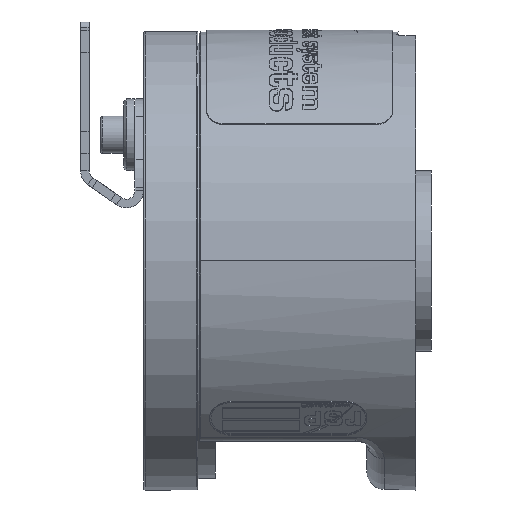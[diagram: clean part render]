
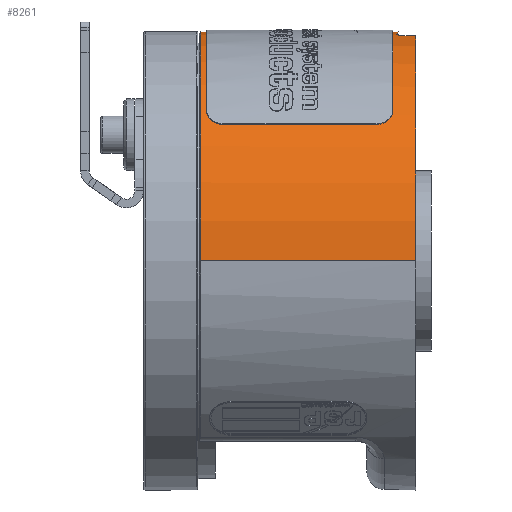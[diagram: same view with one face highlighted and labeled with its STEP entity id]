
A CAD part, left-side view. The second image highlights one B-rep face of the part: STEP entity #8261.
In plain terms, the highlighted cylindrical face has radius 80 mm (diameter 160 mm), a partial arc.
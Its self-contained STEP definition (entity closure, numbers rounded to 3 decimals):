
#155 = EDGE_CURVE ( 'NONE', #1635, #11801, #36975, .T. ) ;
#561 = DIRECTION ( 'NONE',  ( 1., 0., 0. ) ) ;
#1266 = CARTESIAN_POINT ( 'NONE',  ( -14.467, 10.822, 78.682 ) ) ;
#1635 = VERTEX_POINT ( 'NONE', #44046 ) ;
#1843 = CARTESIAN_POINT ( 'NONE',  ( -15., 9.271, 78.581 ) ) ;
#1942 = CARTESIAN_POINT ( 'NONE',  ( 0., 5.5, 0. ) ) ;
#2598 = CARTESIAN_POINT ( 'NONE',  ( -14.056, 11.288, 78.756 ) ) ;
#2703 = EDGE_CURVE ( 'NONE', #29630, #17269, #16144, .T. ) ;
#2713 = CARTESIAN_POINT ( 'NONE',  ( 14.325, 10.983, 78.707 ) ) ;
#3041 = VERTEX_POINT ( 'NONE', #6912 ) ;
#3412 = CYLINDRICAL_SURFACE ( 'NONE', #40531, 80. ) ;
#4361 = LINE ( 'NONE', #22046, #24949 ) ;
#4508 = DIRECTION ( 'NONE',  ( 0., -1., 0. ) ) ;
#4587 = VERTEX_POINT ( 'NONE', #44276 ) ;
#4858 = CARTESIAN_POINT ( 'NONE',  ( -80., 81.1, 0. ) ) ;
#4951 = CARTESIAN_POINT ( 'NONE',  ( 0., 81.1, 0. ) ) ;
#5308 = CARTESIAN_POINT ( 'NONE',  ( -13.576, 11.663, 78.84 ) ) ;
#5401 = DIRECTION ( 'NONE',  ( 0., 1., 0. ) ) ;
#5598 = CARTESIAN_POINT ( 'NONE',  ( -13.394, 11.764, 78.871 ) ) ;
#6011 = EDGE_CURVE ( 'NONE', #14520, #12310, #15403, .T. ) ;
#6309 = CARTESIAN_POINT ( 'NONE',  ( 14.649, 10.458, 78.647 ) ) ;
#6471 = CARTESIAN_POINT ( 'NONE',  ( 12., 12.023, 79.095 ) ) ;
#6612 = CARTESIAN_POINT ( 'NONE',  ( 12.811, 11.975, 78.968 ) ) ;
#6868 = VERTEX_POINT ( 'NONE', #8986 ) ;
#6912 = CARTESIAN_POINT ( 'NONE',  ( -15., 8.855, 78.581 ) ) ;
#6913 = VECTOR ( 'NONE', #38829, 1000. ) ;
#8261 = ADVANCED_FACE ( 'NONE', ( #32147 ), #3412, .T. ) ;
#8371 = ORIENTED_EDGE ( 'NONE', *, *, #29350, .T. ) ;
#8803 = DIRECTION ( 'NONE',  ( 0., -1., 0. ) ) ;
#8986 = CARTESIAN_POINT ( 'NONE',  ( 12., 12.023, 79.095 ) ) ;
#9121 = CARTESIAN_POINT ( 'NONE',  ( -12.819, 11.974, 78.966 ) ) ;
#9680 = CARTESIAN_POINT ( 'NONE',  ( 14.053, 11.291, 78.756 ) ) ;
#9823 = CARTESIAN_POINT ( 'NONE',  ( 15., 8.855, 78.581 ) ) ;
#9841 = CARTESIAN_POINT ( 'NONE',  ( 4.03, 11.324, 80.304 ) ) ;
#11801 = VERTEX_POINT ( 'NONE', #22179 ) ;
#11828 = CARTESIAN_POINT ( 'NONE',  ( 15., 81.1, 78.581 ) ) ;
#12188 = DIRECTION ( 'NONE',  ( 0., 1., 0. ) ) ;
#12208 = DIRECTION ( 'NONE',  ( -1., 0., 0. ) ) ;
#12211 = CARTESIAN_POINT ( 'NONE',  ( 15., 5.5, 78.581 ) ) ;
#12274 = CARTESIAN_POINT ( 'NONE',  ( -12.413, 12.035, 79.031 ) ) ;
#12310 = VERTEX_POINT ( 'NONE', #43052 ) ;
#12627 = ORIENTED_EDGE ( 'NONE', *, *, #155, .T. ) ;
#12718 = CARTESIAN_POINT ( 'NONE',  ( -13.015, 11.919, 78.934 ) ) ;
#14182 = EDGE_CURVE ( 'NONE', #29630, #24830, #28707, .T. ) ;
#14520 = VERTEX_POINT ( 'NONE', #12211 ) ;
#15403 = LINE ( 'NONE', #11828, #27945 ) ;
#15458 = CARTESIAN_POINT ( 'NONE',  ( -15., 8.855, 78.581 ) ) ;
#16144 = LINE ( 'NONE', #28082, #6913 ) ;
#16647 = CARTESIAN_POINT ( 'NONE',  ( 12., 12.023, 79.095 ) ) ;
#16783 = CARTESIAN_POINT ( 'NONE',  ( 13.012, 11.921, 78.935 ) ) ;
#16931 = CARTESIAN_POINT ( 'NONE',  ( 14.918, 9.678, 78.597 ) ) ;
#17269 = VERTEX_POINT ( 'NONE', #37851 ) ;
#17538 = CARTESIAN_POINT ( 'NONE',  ( 0., 5.5, 0. ) ) ;
#18548 = EDGE_CURVE ( 'NONE', #14520, #17269, #40359, .T. ) ;
#18654 = DIRECTION ( 'NONE',  ( 0., 1., 0. ) ) ;
#18960 = CARTESIAN_POINT ( 'NONE',  ( -14.937, 9.678, 78.593 ) ) ;
#20118 = CARTESIAN_POINT ( 'NONE',  ( 12.409, 12.035, 79.032 ) ) ;
#20256 = CARTESIAN_POINT ( 'NONE',  ( 13.902, 11.428, 78.783 ) ) ;
#20957 =( BOUNDED_CURVE ( )  B_SPLINE_CURVE ( 3, ( #43353, #37692, #9841, #6471 ),
 .UNSPECIFIED., .F., .F. ) 
 B_SPLINE_CURVE_WITH_KNOTS ( ( 4, 4 ),
 ( 6.133, 6.434 ),
 .UNSPECIFIED. ) 
 CURVE ( )  GEOMETRIC_REPRESENTATION_ITEM ( )  RATIONAL_B_SPLINE_CURVE ( ( 1., 0.992, 0.992, 1. ) ) 
 REPRESENTATION_ITEM ( '' )  );
#21329 = EDGE_CURVE ( 'NONE', #11801, #3041, #4361, .T. ) ;
#21990 = CARTESIAN_POINT ( 'NONE',  ( -14.667, 10.464, 78.644 ) ) ;
#22046 = CARTESIAN_POINT ( 'NONE',  ( -15., 81.1, 78.581 ) ) ;
#22124 = DIRECTION ( 'NONE',  ( 1., 0., 0. ) ) ;
#22179 = CARTESIAN_POINT ( 'NONE',  ( -15., 5.5, 78.581 ) ) ;
#22425 = CARTESIAN_POINT ( 'NONE',  ( 0., 80.6, 0. ) ) ;
#22543 = B_SPLINE_CURVE_WITH_KNOTS ( 'NONE', 3,
 ( #15458, #1843, #18960, #21990, #1266, #2598, #40024, #5308, #5598, #12718, #9121, #12274, #36822, #26222 ),
 .UNSPECIFIED., .F., .F.,
 ( 4, 2, 2, 2, 2, 2, 4 ),
 ( 0., 0.001, 0.002, 0.003, 0.004, 0.004, 0.005 ),
 .UNSPECIFIED. ) ;
#23214 = ORIENTED_EDGE ( 'NONE', *, *, #14182, .T. ) ;
#23567 = CARTESIAN_POINT ( 'NONE',  ( 13.388, 11.767, 78.872 ) ) ;
#24471 = DIRECTION ( 'NONE',  ( 0., 1., 0. ) ) ;
#24830 = VERTEX_POINT ( 'NONE', #37637 ) ;
#24949 = VECTOR ( 'NONE', #12188, 1000. ) ;
#26222 = CARTESIAN_POINT ( 'NONE',  ( -12., 12.023, 79.095 ) ) ;
#27092 = CARTESIAN_POINT ( 'NONE',  ( 14.446, 10.814, 78.685 ) ) ;
#27117 = EDGE_CURVE ( 'NONE', #6868, #12310, #31690, .T. ) ;
#27426 = ORIENTED_EDGE ( 'NONE', *, *, #21329, .T. ) ;
#27754 = ORIENTED_EDGE ( 'NONE', *, *, #41730, .T. ) ;
#27945 = VECTOR ( 'NONE', #18654, 1000. ) ;
#28082 = CARTESIAN_POINT ( 'NONE',  ( 80., 81.1, 0. ) ) ;
#28707 = CIRCLE ( 'NONE', #33713, 80. ) ;
#28721 = AXIS2_PLACEMENT_3D ( 'NONE', #1942, #5401, #29659 ) ;
#29208 = CARTESIAN_POINT ( 'NONE',  ( 80., 80.6, 0. ) ) ;
#29315 = ORIENTED_EDGE ( 'NONE', *, *, #6011, .F. ) ;
#29350 = EDGE_CURVE ( 'NONE', #4587, #6868, #20957, .T. ) ;
#29630 = VERTEX_POINT ( 'NONE', #29208 ) ;
#29659 = DIRECTION ( 'NONE',  ( 1., 0., 0. ) ) ;
#29694 = AXIS2_PLACEMENT_3D ( 'NONE', #17538, #24471, #561 ) ;
#30570 = CARTESIAN_POINT ( 'NONE',  ( 14.984, 9.271, 78.584 ) ) ;
#30692 = ORIENTED_EDGE ( 'NONE', *, *, #27117, .T. ) ;
#30849 = CARTESIAN_POINT ( 'NONE',  ( 14.869, 9.877, 78.606 ) ) ;
#31690 = B_SPLINE_CURVE_WITH_KNOTS ( 'NONE', 3,
 ( #16647, #34070, #20118, #6612, #16783, #23567, #44808, #20256, #9680, #2713, #27092, #6309, #41017, #30849, #16931, #30570, #34358, #9823 ),
 .UNSPECIFIED., .F., .F.,
 ( 4, 2, 2, 2, 2, 2, 2, 2, 4 ),
 ( 0., 0.001, 0.001, 0.002, 0.002, 0.003, 0.004, 0.004, 0.005 ),
 .UNSPECIFIED. ) ;
#32147 = FACE_OUTER_BOUND ( 'NONE', #44886, .T. ) ;
#32438 = VECTOR ( 'NONE', #8803, 1000. ) ;
#32967 = LINE ( 'NONE', #4858, #32438 ) ;
#33713 = AXIS2_PLACEMENT_3D ( 'NONE', #22425, #39405, #22124 ) ;
#34070 = CARTESIAN_POINT ( 'NONE',  ( 12.205, 12.041, 79.064 ) ) ;
#34358 = CARTESIAN_POINT ( 'NONE',  ( 15., 9.063, 78.581 ) ) ;
#35962 = EDGE_CURVE ( 'NONE', #24830, #1635, #32967, .T. ) ;
#36822 = CARTESIAN_POINT ( 'NONE',  ( -12.206, 12.041, 79.064 ) ) ;
#36975 = CIRCLE ( 'NONE', #28721, 80. ) ;
#37637 = CARTESIAN_POINT ( 'NONE',  ( -80., 80.6, 0. ) ) ;
#37692 = CARTESIAN_POINT ( 'NONE',  ( -4.03, 11.324, 80.304 ) ) ;
#37851 = CARTESIAN_POINT ( 'NONE',  ( 80., 5.5, 0. ) ) ;
#38824 = ORIENTED_EDGE ( 'NONE', *, *, #18548, .T. ) ;
#38829 = DIRECTION ( 'NONE',  ( 0., -1., 0. ) ) ;
#38849 = ORIENTED_EDGE ( 'NONE', *, *, #35962, .T. ) ;
#39405 = DIRECTION ( 'NONE',  ( 0., -1., 0. ) ) ;
#40024 = CARTESIAN_POINT ( 'NONE',  ( -13.905, 11.425, 78.782 ) ) ;
#40359 = CIRCLE ( 'NONE', #29694, 80. ) ;
#40531 = AXIS2_PLACEMENT_3D ( 'NONE', #4951, #4508, #12208 ) ;
#41017 = CARTESIAN_POINT ( 'NONE',  ( 14.734, 10.268, 78.631 ) ) ;
#41730 = EDGE_CURVE ( 'NONE', #3041, #4587, #22543, .T. ) ;
#43052 = CARTESIAN_POINT ( 'NONE',  ( 15., 8.855, 78.581 ) ) ;
#43353 = CARTESIAN_POINT ( 'NONE',  ( -12., 12.023, 79.095 ) ) ;
#44046 = CARTESIAN_POINT ( 'NONE',  ( -80., 5.5, 0. ) ) ;
#44276 = CARTESIAN_POINT ( 'NONE',  ( -12., 12.023, 79.095 ) ) ;
#44324 = ORIENTED_EDGE ( 'NONE', *, *, #2703, .F. ) ;
#44808 = CARTESIAN_POINT ( 'NONE',  ( 13.568, 11.668, 78.841 ) ) ;
#44886 = EDGE_LOOP ( 'NONE', ( #44324, #23214, #38849, #12627, #27426, #27754, #8371, #30692, #29315, #38824 ) ) ;
